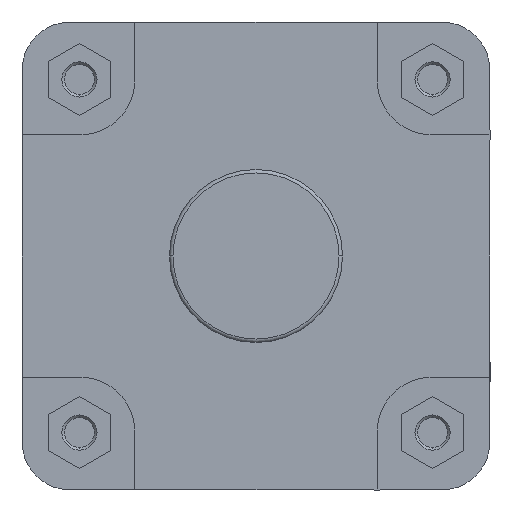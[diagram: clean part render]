
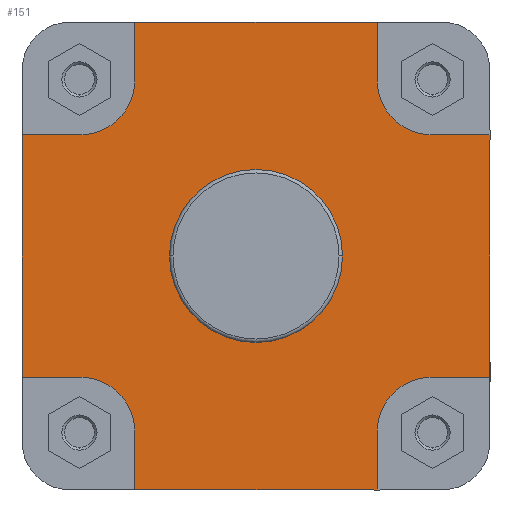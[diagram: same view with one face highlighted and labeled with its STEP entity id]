
A CAD part, left-side view. The second image highlights one B-rep face of the part: STEP entity #151.
In plain terms, the highlighted planar face has unit normal (-1, 0, 0).
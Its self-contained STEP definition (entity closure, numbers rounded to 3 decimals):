
#151 = ADVANCED_FACE ( 'NONE', ( #5311, #5314 ), #4243, .F. ) ;
#658 = CIRCLE ( 'NONE', #3560, 49.9 ) ;
#976 = ORIENTED_EDGE ( 'NONE', *, *, #3179, .F. ) ;
#977 = ORIENTED_EDGE ( 'NONE', *, *, #3180, .F. ) ;
#979 = ORIENTED_EDGE ( 'NONE', *, *, #3060, .F. ) ;
#981 = ORIENTED_EDGE ( 'NONE', *, *, #3174, .F. ) ;
#982 = ORIENTED_EDGE ( 'NONE', *, *, #3175, .F. ) ;
#983 = ORIENTED_EDGE ( 'NONE', *, *, #3173, .F. ) ;
#984 = ORIENTED_EDGE ( 'NONE', *, *, #3061, .F. ) ;
#986 = ORIENTED_EDGE ( 'NONE', *, *, #3168, .F. ) ;
#987 = ORIENTED_EDGE ( 'NONE', *, *, #3170, .F. ) ;
#988 = ORIENTED_EDGE ( 'NONE', *, *, #3167, .T. ) ;
#989 = ORIENTED_EDGE ( 'NONE', *, *, #3077, .F. ) ;
#991 = ORIENTED_EDGE ( 'NONE', *, *, #3162, .F. ) ;
#993 = ORIENTED_EDGE ( 'NONE', *, *, #3160, .F. ) ;
#995 = ORIENTED_EDGE ( 'NONE', *, *, #3166, .T. ) ;
#997 = ORIENTED_EDGE ( 'NONE', *, *, #3153, .F. ) ;
#999 = ORIENTED_EDGE ( 'NONE', *, *, #3161, .F. ) ;
#1001 = ORIENTED_EDGE ( 'NONE', *, *, #3082, .F. ) ;
#1003 = ORIENTED_EDGE ( 'NONE', *, *, #2920, .F. ) ;
#1135 = LINE ( 'NONE', #1718, #1137 ) ;
#1137 = VECTOR ( 'NONE', #1719, 1000. ) ;
#1139 = LINE ( 'NONE', #1720, #1141 ) ;
#1141 = VECTOR ( 'NONE', #1721, 1000. ) ;
#1165 = LINE ( 'NONE', #1752, #1167 ) ;
#1167 = VECTOR ( 'NONE', #1760, 1000. ) ;
#1178 = CIRCLE ( 'NONE', #3632, 49.9 ) ;
#1283 = LINE ( 'NONE', #1940, #1289 ) ;
#1289 = VECTOR ( 'NONE', #1941, 1000. ) ;
#1291 = LINE ( 'NONE', #1971, #1293 ) ;
#1293 = VECTOR ( 'NONE', #1972, 1000. ) ;
#1303 = LINE ( 'NONE', #1955, #1304 ) ;
#1304 = VECTOR ( 'NONE', #1956, 1000. ) ;
#1306 = CIRCLE ( 'NONE', #3662, 31. ) ;
#1308 = CIRCLE ( 'NONE', #3652, 31. ) ;
#1313 = LINE ( 'NONE', #1964, #1315 ) ;
#1315 = VECTOR ( 'NONE', #1974, 1000. ) ;
#1316 = LINE ( 'NONE', #1991, #1317 ) ;
#1317 = VECTOR ( 'NONE', #1992, 1000. ) ;
#1318 = CIRCLE ( 'NONE', #3664, 31. ) ;
#1319 = LINE ( 'NONE', #1980, #1320 ) ;
#1320 = VECTOR ( 'NONE', #1981, 1000. ) ;
#1325 = LINE ( 'NONE', #1986, #1326 ) ;
#1326 = VECTOR ( 'NONE', #1987, 1000. ) ;
#1328 = CIRCLE ( 'NONE', #3666, 31. ) ;
#1332 = LINE ( 'NONE', #1993, #1334 ) ;
#1334 = VECTOR ( 'NONE', #2002, 1000. ) ;
#1336 = LINE ( 'NONE', #2003, #1337 ) ;
#1337 = VECTOR ( 'NONE', #2004, 1000. ) ;
#1718 = CARTESIAN_POINT ( 'NONE',  ( 14., 135., 70. ) ) ;
#1719 = DIRECTION ( 'NONE',  ( 0., -1., 0. ) ) ;
#1720 = CARTESIAN_POINT ( 'NONE',  ( 14., -70., 135. ) ) ;
#1721 = DIRECTION ( 'NONE',  ( 0., 0., -1. ) ) ;
#1752 = CARTESIAN_POINT ( 'NONE',  ( 14., -135., -70. ) ) ;
#1760 = DIRECTION ( 'NONE',  ( 0., 1., 0. ) ) ;
#1770 = CARTESIAN_POINT ( 'NONE',  ( 14., 0., 0. ) ) ;
#1771 = DIRECTION ( 'NONE',  ( -1., 0., 0. ) ) ;
#1772 = DIRECTION ( 'NONE',  ( 0., -1., 0. ) ) ;
#1940 = CARTESIAN_POINT ( 'NONE',  ( 14., 70., -135. ) ) ;
#1941 = DIRECTION ( 'NONE',  ( 0., 0., 1. ) ) ;
#1942 = CARTESIAN_POINT ( 'NONE',  ( 14., 101., -101. ) ) ;
#1955 = CARTESIAN_POINT ( 'NONE',  ( 14., -70., -101. ) ) ;
#1956 = DIRECTION ( 'NONE',  ( 0., 0., -1. ) ) ;
#1958 = DIRECTION ( 'NONE',  ( -1., 0., 0. ) ) ;
#1959 = DIRECTION ( 'NONE',  ( 0., 1., 0. ) ) ;
#1960 = CARTESIAN_POINT ( 'NONE',  ( 14., -101., -101. ) ) ;
#1961 = DIRECTION ( 'NONE',  ( -1., 0., 0. ) ) ;
#1962 = DIRECTION ( 'NONE',  ( 0., 0., -1. ) ) ;
#1964 = CARTESIAN_POINT ( 'NONE',  ( 14., -135., 0. ) ) ;
#1970 = CARTESIAN_POINT ( 'NONE',  ( 14., 101., 101. ) ) ;
#1971 = CARTESIAN_POINT ( 'NONE',  ( 14., -297.141, -135. ) ) ;
#1972 = DIRECTION ( 'NONE',  ( 0., -1., 0. ) ) ;
#1973 = CARTESIAN_POINT ( 'NONE',  ( 14., -101., 101. ) ) ;
#1974 = DIRECTION ( 'NONE',  ( 0., 0., 1. ) ) ;
#1976 = DIRECTION ( 'NONE',  ( -1., 0., 0. ) ) ;
#1977 = DIRECTION ( 'NONE',  ( 0., -1., 0. ) ) ;
#1980 = CARTESIAN_POINT ( 'NONE',  ( 14., -101., 70. ) ) ;
#1981 = DIRECTION ( 'NONE',  ( 0., -1., 0. ) ) ;
#1986 = CARTESIAN_POINT ( 'NONE',  ( 14., -297.141, 135. ) ) ;
#1987 = DIRECTION ( 'NONE',  ( 0., -1., 0. ) ) ;
#1989 = DIRECTION ( 'NONE',  ( -1., 0., 0. ) ) ;
#1990 = DIRECTION ( 'NONE',  ( 0., 0., 1. ) ) ;
#1991 = CARTESIAN_POINT ( 'NONE',  ( 14., 70., 101. ) ) ;
#1992 = DIRECTION ( 'NONE',  ( 0., 0., 1. ) ) ;
#1993 = CARTESIAN_POINT ( 'NONE',  ( 14., 101., -70. ) ) ;
#2002 = DIRECTION ( 'NONE',  ( 0., 1., 0. ) ) ;
#2003 = CARTESIAN_POINT ( 'NONE',  ( 14., 135., 0. ) ) ;
#2004 = DIRECTION ( 'NONE',  ( 0., 0., 1. ) ) ;
#2110 = CARTESIAN_POINT ( 'NONE',  ( 14., -70., -101. ) ) ;
#2113 = CARTESIAN_POINT ( 'NONE',  ( 14., -101., -70. ) ) ;
#2116 = CARTESIAN_POINT ( 'NONE',  ( 14., 49.9, 0. ) ) ;
#2117 = CARTESIAN_POINT ( 'NONE',  ( 14., -135., -70. ) ) ;
#2134 = CARTESIAN_POINT ( 'NONE',  ( 14., 101., -70. ) ) ;
#2135 = CARTESIAN_POINT ( 'NONE',  ( 14., 70., 101. ) ) ;
#2160 = CARTESIAN_POINT ( 'NONE',  ( 14., -135., 70. ) ) ;
#2167 = CARTESIAN_POINT ( 'NONE',  ( 14., -70., -135. ) ) ;
#2174 = CARTESIAN_POINT ( 'NONE',  ( 14., 70., -135. ) ) ;
#2175 = CARTESIAN_POINT ( 'NONE',  ( 14., 135., 70. ) ) ;
#2184 = CARTESIAN_POINT ( 'NONE',  ( 14., -70., 101. ) ) ;
#2197 = CARTESIAN_POINT ( 'NONE',  ( 14., -70., 135. ) ) ;
#2218 = CARTESIAN_POINT ( 'NONE',  ( 14., -49.9, 0. ) ) ;
#2227 = CARTESIAN_POINT ( 'NONE',  ( 14., 135., -70. ) ) ;
#2231 = CARTESIAN_POINT ( 'NONE',  ( 14., 101., 70. ) ) ;
#2238 = CARTESIAN_POINT ( 'NONE',  ( 14., 70., -101. ) ) ;
#2239 = CARTESIAN_POINT ( 'NONE',  ( 14., 70., 135. ) ) ;
#2244 = CARTESIAN_POINT ( 'NONE',  ( 14., -101., 70. ) ) ;
#2920 = EDGE_CURVE ( 'NONE', #4046, #3944, #658, .T. ) ;
#3060 = EDGE_CURVE ( 'NONE', #4003, #4059, #1135, .T. ) ;
#3061 = EDGE_CURVE ( 'NONE', #4025, #4012, #1139, .T. ) ;
#3077 = EDGE_CURVE ( 'NONE', #3945, #3941, #1165, .T. ) ;
#3082 = EDGE_CURVE ( 'NONE', #3944, #4046, #1178, .T. ) ;
#3153 = EDGE_CURVE ( 'NONE', #4002, #4066, #1283, .T. ) ;
#3160 = EDGE_CURVE ( 'NONE', #3938, #3995, #1303, .T. ) ;
#3161 = EDGE_CURVE ( 'NONE', #4066, #3962, #1306, .T. ) ;
#3162 = EDGE_CURVE ( 'NONE', #3941, #3938, #1308, .T. ) ;
#3166 = EDGE_CURVE ( 'NONE', #4002, #3995, #1291, .T. ) ;
#3167 = EDGE_CURVE ( 'NONE', #3945, #3988, #1313, .T. ) ;
#3168 = EDGE_CURVE ( 'NONE', #4012, #4072, #1318, .T. ) ;
#3170 = EDGE_CURVE ( 'NONE', #4072, #3988, #1319, .T. ) ;
#3173 = EDGE_CURVE ( 'NONE', #4067, #4025, #1325, .T. ) ;
#3174 = EDGE_CURVE ( 'NONE', #4059, #3963, #1328, .T. ) ;
#3175 = EDGE_CURVE ( 'NONE', #3963, #4067, #1316, .T. ) ;
#3179 = EDGE_CURVE ( 'NONE', #3962, #4055, #1332, .T. ) ;
#3180 = EDGE_CURVE ( 'NONE', #4055, #4003, #1336, .T. ) ;
#3297 = AXIS2_PLACEMENT_3D ( 'NONE', #4244, #4239, #4236 ) ;
#3560 = AXIS2_PLACEMENT_3D ( 'NONE', #6929, #6941, #6942 ) ;
#3632 = AXIS2_PLACEMENT_3D ( 'NONE', #1770, #1771, #1772 ) ;
#3652 = AXIS2_PLACEMENT_3D ( 'NONE', #1960, #1961, #1962 ) ;
#3662 = AXIS2_PLACEMENT_3D ( 'NONE', #1942, #1958, #1959 ) ;
#3664 = AXIS2_PLACEMENT_3D ( 'NONE', #1973, #1976, #1977 ) ;
#3666 = AXIS2_PLACEMENT_3D ( 'NONE', #1970, #1989, #1990 ) ;
#3938 = VERTEX_POINT ( 'NONE', #2110 ) ;
#3941 = VERTEX_POINT ( 'NONE', #2113 ) ;
#3944 = VERTEX_POINT ( 'NONE', #2116 ) ;
#3945 = VERTEX_POINT ( 'NONE', #2117 ) ;
#3962 = VERTEX_POINT ( 'NONE', #2134 ) ;
#3963 = VERTEX_POINT ( 'NONE', #2135 ) ;
#3988 = VERTEX_POINT ( 'NONE', #2160 ) ;
#3995 = VERTEX_POINT ( 'NONE', #2167 ) ;
#4002 = VERTEX_POINT ( 'NONE', #2174 ) ;
#4003 = VERTEX_POINT ( 'NONE', #2175 ) ;
#4012 = VERTEX_POINT ( 'NONE', #2184 ) ;
#4025 = VERTEX_POINT ( 'NONE', #2197 ) ;
#4046 = VERTEX_POINT ( 'NONE', #2218 ) ;
#4055 = VERTEX_POINT ( 'NONE', #2227 ) ;
#4059 = VERTEX_POINT ( 'NONE', #2231 ) ;
#4066 = VERTEX_POINT ( 'NONE', #2238 ) ;
#4067 = VERTEX_POINT ( 'NONE', #2239 ) ;
#4072 = VERTEX_POINT ( 'NONE', #2244 ) ;
#4236 = DIRECTION ( 'NONE',  ( 0., 1., 0. ) ) ;
#4239 = DIRECTION ( 'NONE',  ( 1., 0., 0. ) ) ;
#4243 = PLANE ( 'NONE',  #3297 ) ;
#4244 = CARTESIAN_POINT ( 'NONE',  ( 14., 49.9, 0. ) ) ;
#4928 = EDGE_LOOP ( 'NONE', ( #999, #997, #995, #993, #991, #989, #988, #987, #986, #984, #983, #982, #981, #979, #977, #976 ) ) ;
#4930 = EDGE_LOOP ( 'NONE', ( #1003, #1001 ) ) ;
#5311 = FACE_BOUND ( 'NONE', #4930, .T. ) ;
#5314 = FACE_OUTER_BOUND ( 'NONE', #4928, .T. ) ;
#6929 = CARTESIAN_POINT ( 'NONE',  ( 14., 0., 0. ) ) ;
#6941 = DIRECTION ( 'NONE',  ( -1., 0., 0. ) ) ;
#6942 = DIRECTION ( 'NONE',  ( 0., -1., 0. ) ) ;
